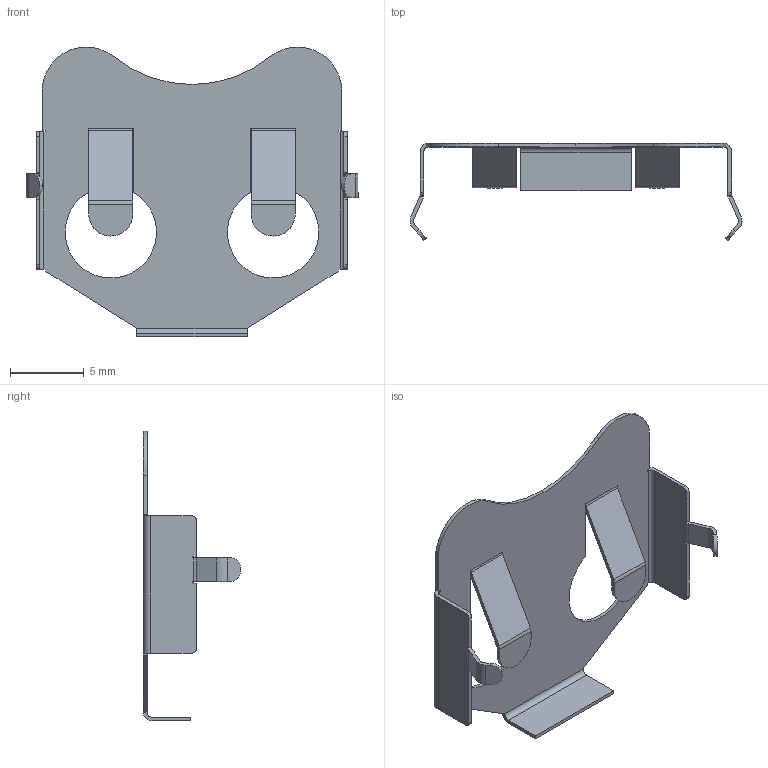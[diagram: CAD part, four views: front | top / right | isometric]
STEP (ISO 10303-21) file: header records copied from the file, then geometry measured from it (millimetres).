
FILE_DESCRIPTION (( 'STEP AP214' ), '1' );
FILE_NAME ('BAT-HLD-005-THM.STEP', '2022-02-04T22:53:22', ( '' ), ( '' ), 'SwSTEP 2.0', 'SolidWorks 2017', '' );
FILE_SCHEMA (( 'AUTOMOTIVE_DESIGN' ));
Length unit declared in the file: millimetre
Products named in the file (1): BAT-HLD-005-THM
Bounding box: 22.5 x 6.59 x 19.65 mm (x, y, z)
Volume: 99.5 mm3; surface area: 846.6 mm2
Topology: 1 solids, 1 shells, 127 faces, 352 edges, 228 vertices
Faces by surface type: plane 76, cylinder 51
Entity records: 4090 total; most frequent: DIRECTION 710, CARTESIAN_POINT 708, ORIENTED_EDGE 704, EDGE_CURVE 352, VECTOR 250, LINE 250, AXIS2_PLACEMENT_3D 230, VERTEX_POINT 228
